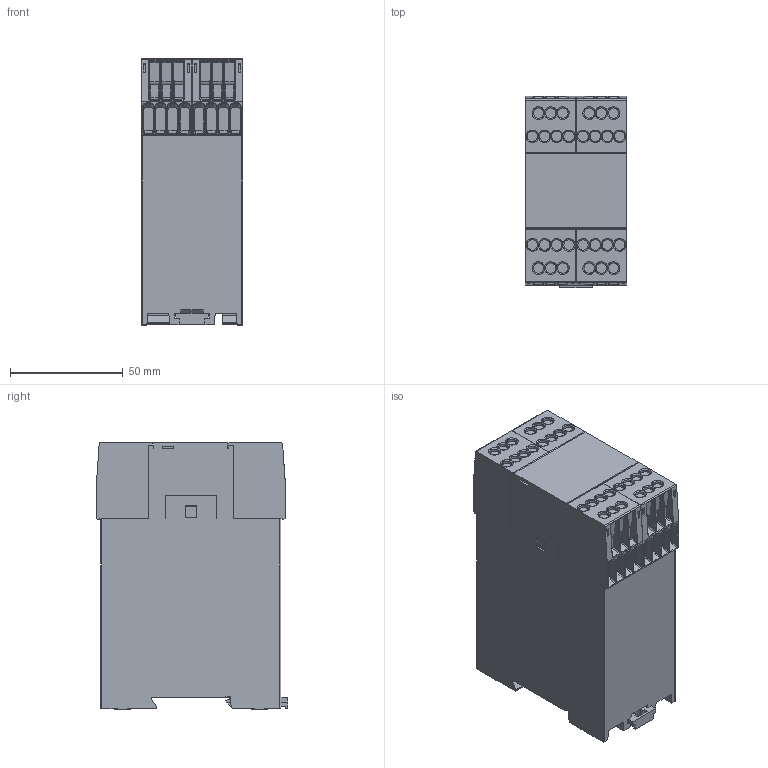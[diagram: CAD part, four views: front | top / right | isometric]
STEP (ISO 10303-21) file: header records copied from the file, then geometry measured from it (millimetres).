
FILE_DESCRIPTION (( 'STEP AP214' ), '1' );
FILE_NAME ('BH5933-48-61-230.STEP', '2018-03-22T15:00:51', ( '' ), ( '' ), 'SwSTEP 2.0', 'SolidWorks 2017', '' );
FILE_SCHEMA (( 'AUTOMOTIVE_DESIGN' ));
Length unit declared in the file: inch
Products named in the file (1): BH5933-48-61-230
Bounding box: 45 x 85 x 118.2 mm (x, y, z)
Volume: 407520.6 mm3; surface area: 48177.9 mm2
Topology: 1 solids, 14 shells, 1597 faces, 4261 edges, 2732 vertices
Faces by surface type: plane 1034, cylinder 405, bspline 158
Entity records: 58655 total; most frequent: CARTESIAN_POINT 20215, ORIENTED_EDGE 8522, DIRECTION 6696, EDGE_CURVE 4261, LINE 3018, VECTOR 3018, VERTEX_POINT 2732, AXIS2_PLACEMENT_3D 1839
